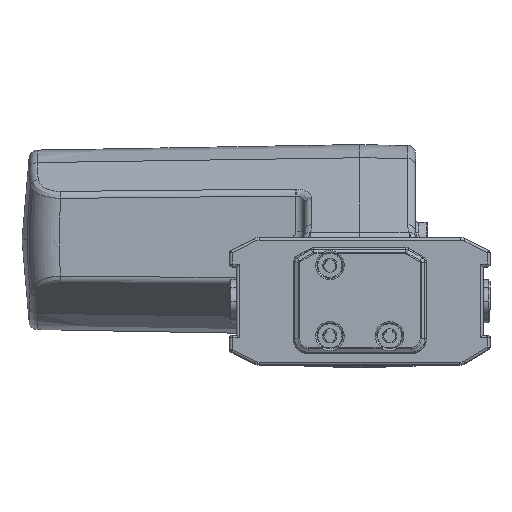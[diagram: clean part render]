
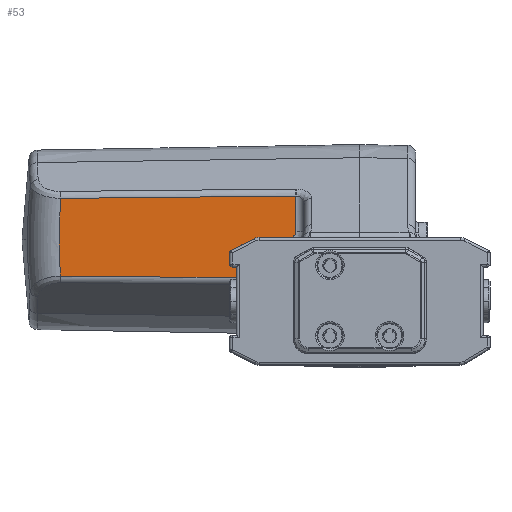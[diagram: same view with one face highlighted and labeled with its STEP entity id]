
A CAD part, top view. The second image highlights one B-rep face of the part: STEP entity #53.
In plain terms, the highlighted planar face has unit normal (-0.018, 0, 1).
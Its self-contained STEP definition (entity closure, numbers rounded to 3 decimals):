
#53 = ADVANCED_FACE ( 'NONE', ( #12143 ), #21790, .T. ) ;
#8248 = AXIS2_PLACEMENT_3D ( 'NONE', #21795, #21788, #21783 ) ;
#12143 = FACE_OUTER_BOUND ( 'NONE', #59067, .T. ) ;
#21783 = DIRECTION ( 'NONE',  ( 1., 0., 0.017 ) ) ;
#21788 = DIRECTION ( 'NONE',  ( -0.017, 0., 1. ) ) ;
#21790 = PLANE ( 'NONE',  #8248 ) ;
#21795 = CARTESIAN_POINT ( 'NONE',  ( 0., 41., 77. ) ) ;
#26144 = ORIENTED_EDGE ( 'NONE', *, *, #75246, .T. ) ;
#26147 = ORIENTED_EDGE ( 'NONE', *, *, #75245, .T. ) ;
#26149 = ORIENTED_EDGE ( 'NONE', *, *, #75242, .T. ) ;
#26151 = ORIENTED_EDGE ( 'NONE', *, *, #75247, .T. ) ;
#26153 = ORIENTED_EDGE ( 'NONE', *, *, #75243, .T. ) ;
#26155 = ORIENTED_EDGE ( 'NONE', *, *, #75248, .T. ) ;
#26158 = ORIENTED_EDGE ( 'NONE', *, *, #75249, .T. ) ;
#27081 = ORIENTED_EDGE ( 'NONE', *, *, #75244, .T. ) ;
#29511 =( BOUNDED_CURVE ( )  B_SPLINE_CURVE ( 3, ( #73763, #73788, #73789, #73790 ),
 .UNSPECIFIED., .F., .T. ) 
 B_SPLINE_CURVE_WITH_KNOTS ( ( 4, 4 ),
 ( 0.017, 0.03 ),
 .UNSPECIFIED. ) 
 CURVE ( )  GEOMETRIC_REPRESENTATION_ITEM ( )  RATIONAL_B_SPLINE_CURVE ( ( 1., 1., 1., 1. ) ) 
 REPRESENTATION_ITEM ( '' )  );
#29515 =( BOUNDED_CURVE ( )  B_SPLINE_CURVE ( 3, ( #73793, #73801, #73802, #73803 ),
 .UNSPECIFIED., .F., .T. ) 
 B_SPLINE_CURVE_WITH_KNOTS ( ( 4, 4 ),
 ( 0.03, 1.047 ),
 .UNSPECIFIED. ) 
 CURVE ( )  GEOMETRIC_REPRESENTATION_ITEM ( )  RATIONAL_B_SPLINE_CURVE ( ( 1., 0.916, 0.916, 1. ) ) 
 REPRESENTATION_ITEM ( '' )  );
#29517 =( BOUNDED_CURVE ( )  B_SPLINE_CURVE ( 3, ( #73787, #73794, #73795, #73796 ),
 .UNSPECIFIED., .F., .T. ) 
 B_SPLINE_CURVE_WITH_KNOTS ( ( 4, 4 ),
 ( 2.094, 3.142 ),
 .UNSPECIFIED. ) 
 CURVE ( )  GEOMETRIC_REPRESENTATION_ITEM ( )  RATIONAL_B_SPLINE_CURVE ( ( 1., 0.911, 0.911, 1. ) ) 
 REPRESENTATION_ITEM ( '' )  );
#59067 = EDGE_LOOP ( 'NONE', ( #26144, #26147, #26149, #26151, #26153, #27081, #26155, #26158 ) ) ;
#59721 = CARTESIAN_POINT ( 'NONE',  ( -24.532, 24.168, 76.572 ) ) ;
#59723 = CARTESIAN_POINT ( 'NONE',  ( -23.532, 39.065, 76.589 ) ) ;
#59725 = CARTESIAN_POINT ( 'NONE',  ( -23.532, 25.901, 76.589 ) ) ;
#59727 = CARTESIAN_POINT ( 'NONE',  ( -110.166, 38.207, 75.077 ) ) ;
#59728 = CARTESIAN_POINT ( 'NONE',  ( -110.322, 9.562, 75.074 ) ) ;
#59730 = CARTESIAN_POINT ( 'NONE',  ( -31.873, 8.85, 76.444 ) ) ;
#59732 = CARTESIAN_POINT ( 'NONE',  ( -31.715, 15.639, 76.446 ) ) ;
#59734 = CARTESIAN_POINT ( 'NONE',  ( -27.718, 22.329, 76.516 ) ) ;
#69198 = LINE ( 'NONE', #73784, #69205 ) ;
#69205 = VECTOR ( 'NONE', #73785, 1000. ) ;
#69207 = LINE ( 'NONE', #73783, #69216 ) ;
#69215 = LINE ( 'NONE', #73791, #69217 ) ;
#69216 = VECTOR ( 'NONE', #73786, 1000. ) ;
#69217 = VECTOR ( 'NONE', #73792, 1000. ) ;
#69219 = LINE ( 'NONE', #73805, #69221 ) ;
#69220 = CIRCLE ( 'NONE', #72822, 163.213 ) ;
#69221 = VECTOR ( 'NONE', #73806, 1000. ) ;
#71656 = VERTEX_POINT ( 'NONE', #59721 ) ;
#71657 = VERTEX_POINT ( 'NONE', #59723 ) ;
#71658 = VERTEX_POINT ( 'NONE', #59725 ) ;
#71659 = VERTEX_POINT ( 'NONE', #59727 ) ;
#71660 = VERTEX_POINT ( 'NONE', #59728 ) ;
#71661 = VERTEX_POINT ( 'NONE', #59730 ) ;
#71662 = VERTEX_POINT ( 'NONE', #59732 ) ;
#71663 = VERTEX_POINT ( 'NONE', #59734 ) ;
#72822 = AXIS2_PLACEMENT_3D ( 'NONE', #73797, #73798, #73799 ) ;
#73763 = CARTESIAN_POINT ( 'NONE',  ( -31.873, 8.85, 76.444 ) ) ;
#73783 = CARTESIAN_POINT ( 'NONE',  ( -0.294, 8.563, 76.995 ) ) ;
#73784 = CARTESIAN_POINT ( 'NONE',  ( 0.017, 39.298, 77. ) ) ;
#73785 = DIRECTION ( 'NONE',  ( -1., -0.01, -0.017 ) ) ;
#73786 = DIRECTION ( 'NONE',  ( 1., -0.009, 0.017 ) ) ;
#73787 = CARTESIAN_POINT ( 'NONE',  ( -24.532, 24.168, 76.572 ) ) ;
#73788 = CARTESIAN_POINT ( 'NONE',  ( -31.835, 11.113, 76.444 ) ) ;
#73789 = CARTESIAN_POINT ( 'NONE',  ( -31.782, 13.376, 76.445 ) ) ;
#73790 = CARTESIAN_POINT ( 'NONE',  ( -31.715, 15.639, 76.446 ) ) ;
#73791 = CARTESIAN_POINT ( 'NONE',  ( -23.532, 39.094, 76.589 ) ) ;
#73792 = DIRECTION ( 'NONE',  ( 0., 1., 0. ) ) ;
#73793 = CARTESIAN_POINT ( 'NONE',  ( -31.715, 15.639, 76.446 ) ) ;
#73794 = CARTESIAN_POINT ( 'NONE',  ( -23.898, 24.534, 76.583 ) ) ;
#73795 = CARTESIAN_POINT ( 'NONE',  ( -23.532, 25.168, 76.589 ) ) ;
#73796 = CARTESIAN_POINT ( 'NONE',  ( -23.532, 25.901, 76.589 ) ) ;
#73797 = CARTESIAN_POINT ( 'NONE',  ( 52.312, 23., 77.913 ) ) ;
#73798 = DIRECTION ( 'NONE',  ( -0.017, 0., 1. ) ) ;
#73799 = DIRECTION ( 'NONE',  ( 1., 0., 0.017 ) ) ;
#73801 = CARTESIAN_POINT ( 'NONE',  ( -31.63, 18.475, 76.448 ) ) ;
#73802 = CARTESIAN_POINT ( 'NONE',  ( -30.175, 20.91, 76.473 ) ) ;
#73803 = CARTESIAN_POINT ( 'NONE',  ( -27.718, 22.329, 76.516 ) ) ;
#73805 = CARTESIAN_POINT ( 'NONE',  ( 1.155, 38.999, 77.02 ) ) ;
#73806 = DIRECTION ( 'NONE',  ( 0.866, 0.5, 0.015 ) ) ;
#75242 = EDGE_CURVE ( 'NONE', #71657, #71659, #69198, .T. ) ;
#75243 = EDGE_CURVE ( 'NONE', #71660, #71661, #69207, .T. ) ;
#75244 = EDGE_CURVE ( 'NONE', #71661, #71662, #29511, .T. ) ;
#75245 = EDGE_CURVE ( 'NONE', #71658, #71657, #69215, .T. ) ;
#75246 = EDGE_CURVE ( 'NONE', #71656, #71658, #29517, .T. ) ;
#75247 = EDGE_CURVE ( 'NONE', #71659, #71660, #69220, .T. ) ;
#75248 = EDGE_CURVE ( 'NONE', #71662, #71663, #29515, .T. ) ;
#75249 = EDGE_CURVE ( 'NONE', #71663, #71656, #69219, .T. ) ;
